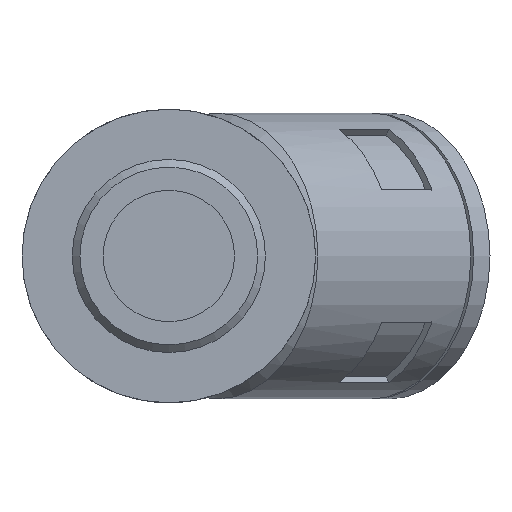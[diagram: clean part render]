
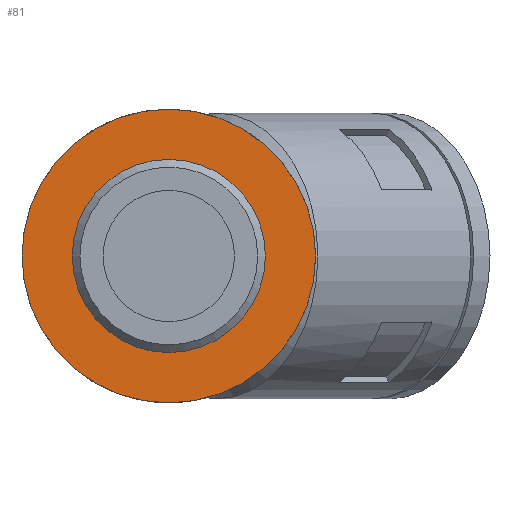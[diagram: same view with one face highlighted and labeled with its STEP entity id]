
A CAD part, front view. The second image highlights one B-rep face of the part: STEP entity #81.
In plain terms, the highlighted planar face has unit normal (0, -1, 0).
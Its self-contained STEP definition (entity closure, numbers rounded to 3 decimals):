
#81 = ADVANCED_FACE( '', ( #139, #140 ), #141, .F. );
#139 = FACE_OUTER_BOUND( '', #246, .T. );
#140 = FACE_BOUND( '', #247, .T. );
#141 = PLANE( '', #248 );
#246 = EDGE_LOOP( '', ( #388 ) );
#247 = EDGE_LOOP( '', ( #389 ) );
#248 = AXIS2_PLACEMENT_3D( '', #390, #391, #392 );
#388 = ORIENTED_EDGE( '', *, *, #667, .F. );
#389 = ORIENTED_EDGE( '', *, *, #668, .T. );
#390 = CARTESIAN_POINT( '', ( 4.8, -2.9, 0. ) );
#391 = DIRECTION( '', ( 0., 1., 0. ) );
#392 = DIRECTION( '', ( 0., 0., 1. ) );
#667 = EDGE_CURVE( '', #783, #783, #784, .T. );
#668 = EDGE_CURVE( '', #785, #785, #786, .T. );
#783 = VERTEX_POINT( '', #1053 );
#784 = CIRCLE( '', #1054, 19. );
#785 = VERTEX_POINT( '', #1055 );
#786 = CIRCLE( '', #1056, 12.5 );
#1053 = CARTESIAN_POINT( '', ( 4.8, -2.9, 19. ) );
#1054 = AXIS2_PLACEMENT_3D( '', #1302, #1303, #1304 );
#1055 = CARTESIAN_POINT( '', ( 4.8, -2.9, 12.5 ) );
#1056 = AXIS2_PLACEMENT_3D( '', #1305, #1306, #1307 );
#1302 = CARTESIAN_POINT( '', ( 4.8, -2.9, 0. ) );
#1303 = DIRECTION( '', ( 0., 1., 0. ) );
#1304 = DIRECTION( '', ( 0., 0., 1. ) );
#1305 = CARTESIAN_POINT( '', ( 4.8, -2.9, 0. ) );
#1306 = DIRECTION( '', ( 0., 1., 0. ) );
#1307 = DIRECTION( '', ( 0., 0., 1. ) );
